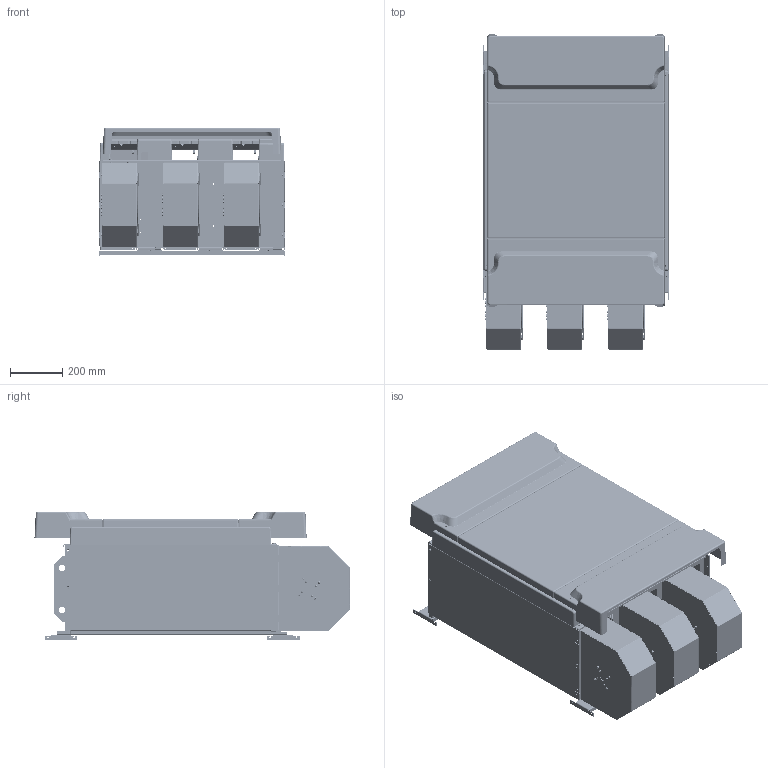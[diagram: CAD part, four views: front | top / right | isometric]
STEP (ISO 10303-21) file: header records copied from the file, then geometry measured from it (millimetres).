
FILE_DESCRIPTION(/* description */ (''),/* implementation_level */ '2;1');
FILE_NAME(/* name */ 'fr11_paakokpano_assy.stp',/* time_stamp */ '2022-07-12T15:36:14+05:00',/* author */ (''),/* organization */ (''),/* preprocessor_version */ 'ST-DEVELOPER v16.7',/* originating_system */ 'SIEMENS PLM Software NX 1892',/* authorisation */ '');
FILE_SCHEMA (('AUTOMOTIVE_DESIGN { 1 0 10303 214 3 1 1 1 }'));
Products named in the file (1): U38248BC124Eunu8
Bounding box: 712 x 1206.16 x 488.3 mm (x, y, z)
Volume: 10743013.5 mm3; surface area: 8940570.8 mm2
Topology: 116 solids, 116 shells, 5485 faces, 14180 edges, 9114 vertices
Faces by surface type: plane 3214, cylinder 1526, bspline 424, revolution 141, cone 135, torus 31, sphere 14
Full cylindrical faces by diameter (mm): 0.508 x18, 3 x11, 3.1 x4, 3.2 x27, 3.6 x6, 4 x24, 4.3 x4, 4.5 x34, 4.6 x6, 4.966 x3, 4.984 x3, 5 x42, 5.2 x12, 5.5 x24, 6 x35, 6.5 x24, 6.6 x12, 7 x16, 7.5 x4, 7.8 x12, 7.911 x3, 7.941 x3, 7.942 x3, 7.95 x3, 7.959 x6, 7.983 x3, 7.986 x3, 7.992 x3, 7.995 x3, 8 x23
Entity records: 194765 total; most frequent: CARTESIAN_POINT 47818, ORIENTED_EDGE 26954, DIRECTION 25742, EDGE_CURVE 13477, VERTEX_POINT 9095, AXIS2_PLACEMENT_3D 8813, LINE 7975, VECTOR 7975
